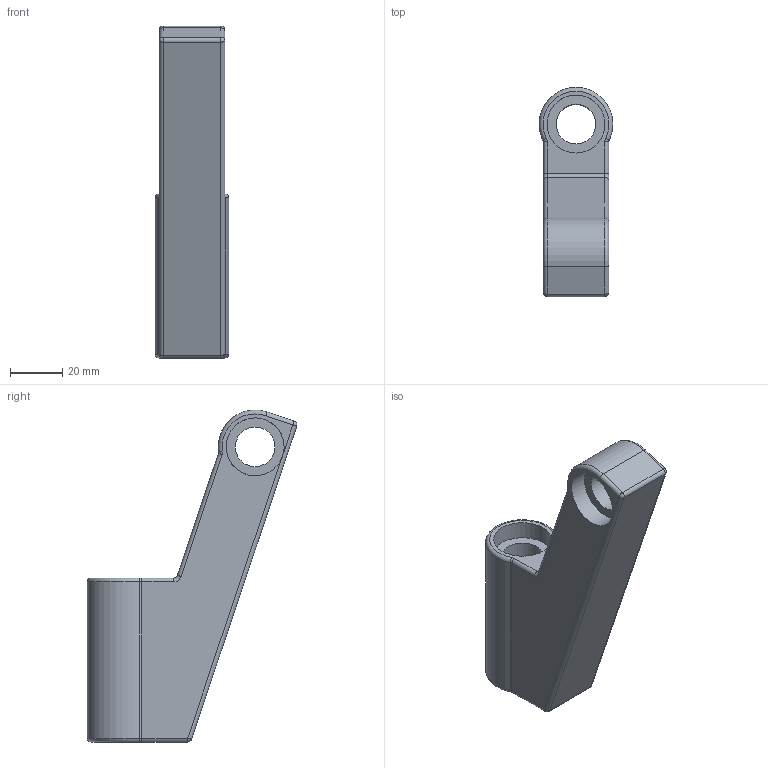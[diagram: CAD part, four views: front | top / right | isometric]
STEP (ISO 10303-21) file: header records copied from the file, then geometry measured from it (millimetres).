
FILE_DESCRIPTION((''),'2;1');
FILE_NAME('SHOULDER.ipt.step','2013-11-27T00:13:20',(''),(''),'Autodesk Inventor 2013','Autodesk Inventor 2013','');
FILE_SCHEMA(('AUTOMOTIVE_DESIGN { 1 0 10303 214 1 1 1 1 }'));
Length unit declared in the file: millimetre
Products named in the file (1): SHOULDER
Bounding box: 28.06 x 79.98 x 126.55 mm (x, y, z)
Volume: 95962.1 mm3; surface area: 21491.1 mm2
Topology: 1 solids, 1 shells, 51 faces, 114 edges, 67 vertices
Faces by surface type: cylinder 24, torus 12, plane 11, sphere 4
Full cylindrical faces by diameter (mm): 15.1 x2, 22.1 x4
Entity records: 1385 total; most frequent: DIRECTION 271, CARTESIAN_POINT 229, ORIENTED_EDGE 206, AXIS2_PLACEMENT_3D 118, EDGE_CURVE 103, CIRCLE 66, EDGE_LOOP 63, VERTEX_POINT 62
